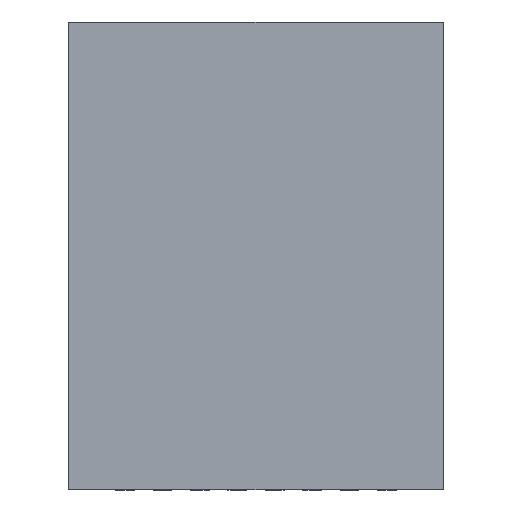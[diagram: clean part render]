
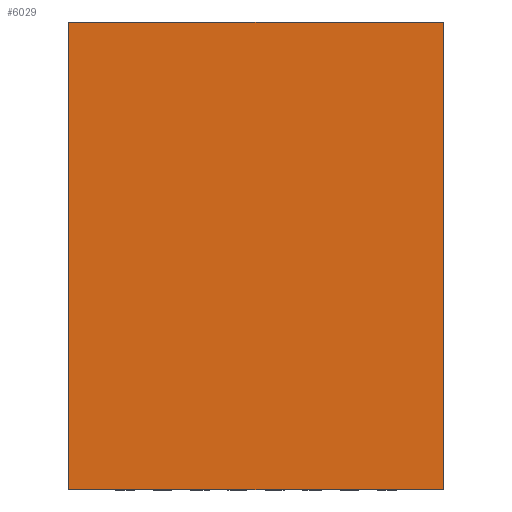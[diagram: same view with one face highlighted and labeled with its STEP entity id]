
A CAD part, top view. The second image highlights one B-rep face of the part: STEP entity #6029.
In plain terms, the highlighted face is planar.
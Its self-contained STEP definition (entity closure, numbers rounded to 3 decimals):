
#2782=DIRECTION('',(0.,0.,1.));
#2783=VECTOR('',#2782,5.);
#2784=CARTESIAN_POINT('',(-2.,0.775,-2.5));
#2785=LINE('',#2784,#2783);
#2789=DIRECTION('',(-1.,0.,0.));
#2790=VECTOR('',#2789,4.);
#2791=CARTESIAN_POINT('',(2.,0.775,-2.5));
#2792=LINE('',#2791,#2790);
#2796=DIRECTION('',(0.,0.,-1.));
#2797=VECTOR('',#2796,5.);
#2798=CARTESIAN_POINT('',(2.,0.775,2.5));
#2799=LINE('',#2798,#2797);
#2803=DIRECTION('',(1.,0.,0.));
#2804=VECTOR('',#2803,4.);
#2805=CARTESIAN_POINT('',(-2.,0.775,2.5));
#2806=LINE('',#2805,#2804);
#3568=CARTESIAN_POINT('',(-2.,0.775,-2.5));
#3569=CARTESIAN_POINT('',(-2.,0.775,2.5));
#3570=VERTEX_POINT('',#3568);
#3571=VERTEX_POINT('',#3569);
#3572=CARTESIAN_POINT('',(2.,0.775,2.5));
#3573=VERTEX_POINT('',#3572);
#3574=CARTESIAN_POINT('',(2.,0.775,-2.5));
#3575=VERTEX_POINT('',#3574);
#6018=CARTESIAN_POINT('',(0.,0.775,0.));
#6019=DIRECTION('',(0.,1.,0.));
#6020=DIRECTION('',(1.,0.,0.));
#6021=AXIS2_PLACEMENT_3D('',#6018,#6019,#6020);
#6022=PLANE('',#6021);
#6023=ORIENTED_EDGE('',*,*,#4774,.F.);
#6024=ORIENTED_EDGE('',*,*,#5404,.F.);
#6025=ORIENTED_EDGE('',*,*,#5880,.F.);
#6026=ORIENTED_EDGE('',*,*,#4586,.F.);
#6027=EDGE_LOOP('',(#6023,#6024,#6025,#6026));
#6028=FACE_OUTER_BOUND('',#6027,.F.);
#4586=EDGE_CURVE('',#3571,#3573,#2806,.T.);
#4774=EDGE_CURVE('',#3570,#3571,#2785,.T.);
#5404=EDGE_CURVE('',#3575,#3570,#2792,.T.);
#5880=EDGE_CURVE('',#3573,#3575,#2799,.T.);
#6029=ADVANCED_FACE('',(#6028),#6022,.T.);
